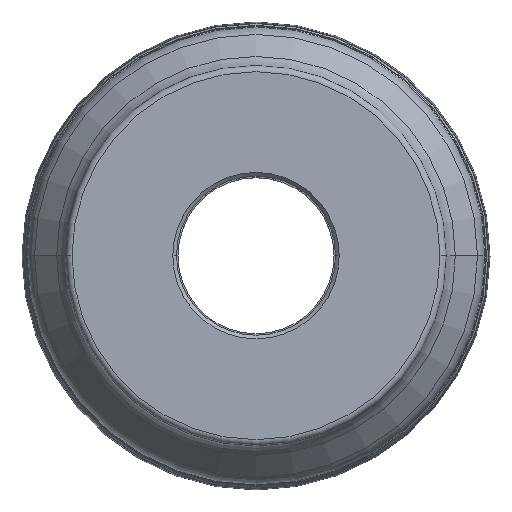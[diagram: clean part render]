
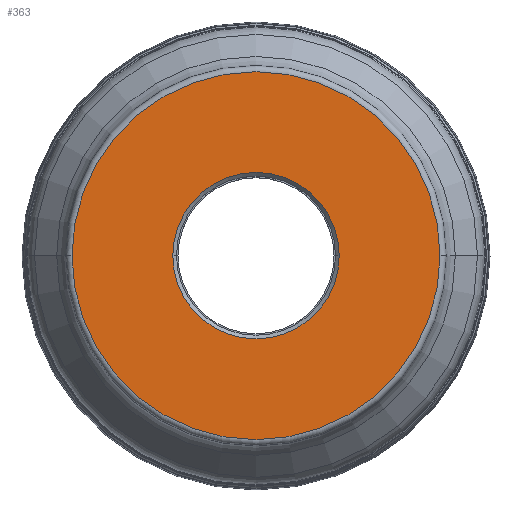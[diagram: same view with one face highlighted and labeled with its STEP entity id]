
A CAD part, top view. The second image highlights one B-rep face of the part: STEP entity #363.
In plain terms, the highlighted planar face has unit normal (0, 0, 1).
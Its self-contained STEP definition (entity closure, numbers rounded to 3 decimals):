
#328=PLANE('',#2103);
#334=FACE_BOUND('',#657,.T.);
#335=FACE_BOUND('',#658,.T.);
#363=ADVANCED_FACE('',(#334,#335),#328,.F.);
#657=EDGE_LOOP('',(#943,#944));
#658=EDGE_LOOP('',(#945,#946));
#943=ORIENTED_EDGE('',*,*,#1593,.T.);
#944=ORIENTED_EDGE('',*,*,#1594,.T.);
#945=ORIENTED_EDGE('',*,*,#1595,.T.);
#946=ORIENTED_EDGE('',*,*,#1596,.T.);
#1431=VERTEX_POINT('',#3002);
#1432=VERTEX_POINT('',#3004);
#1433=VERTEX_POINT('',#3009);
#1434=VERTEX_POINT('',#3010);
#1593=EDGE_CURVE('',#1431,#1432,#1847,.T.);
#1594=EDGE_CURVE('',#1432,#1431,#1848,.T.);
#1595=EDGE_CURVE('',#1433,#1434,#1849,.T.);
#1596=EDGE_CURVE('',#1434,#1433,#1850,.T.);
#1847=CIRCLE('',#2098,59.913);
#1848=CIRCLE('',#2100,59.913);
#1849=CIRCLE('',#2101,27.1);
#1850=CIRCLE('',#2102,27.1);
#2098=AXIS2_PLACEMENT_3D('',#3005,#2435,#2436);
#2100=AXIS2_PLACEMENT_3D('',#3007,#2439,#2440);
#2101=AXIS2_PLACEMENT_3D('',#3008,#2441,#2442);
#2102=AXIS2_PLACEMENT_3D('',#3011,#2443,#2444);
#2103=AXIS2_PLACEMENT_3D('',#3012,#2445,#2446);
#2435=DIRECTION('',(0.,0.,1.));
#2436=DIRECTION('',(1.,0.,0.));
#2439=DIRECTION('',(0.,0.,1.));
#2440=DIRECTION('',(-1.,0.,0.));
#2441=DIRECTION('',(0.,0.,-1.));
#2442=DIRECTION('',(1.,0.,0.));
#2443=DIRECTION('',(0.,0.,-1.));
#2444=DIRECTION('',(-1.,0.,0.));
#2445=DIRECTION('',(0.,0.,-1.));
#2446=DIRECTION('',(-1.,0.,0.));
#3002=CARTESIAN_POINT('',(59.913,0.,0.));
#3004=CARTESIAN_POINT('',(-59.913,0.,0.));
#3005=CARTESIAN_POINT('',(0.,0.,0.));
#3007=CARTESIAN_POINT('',(0.,0.,0.));
#3008=CARTESIAN_POINT('',(0.,0.,0.));
#3009=CARTESIAN_POINT('',(27.1,0.,0.));
#3010=CARTESIAN_POINT('',(-27.1,0.,0.));
#3011=CARTESIAN_POINT('',(0.,0.,0.));
#3012=CARTESIAN_POINT('',(0.,0.,0.));
